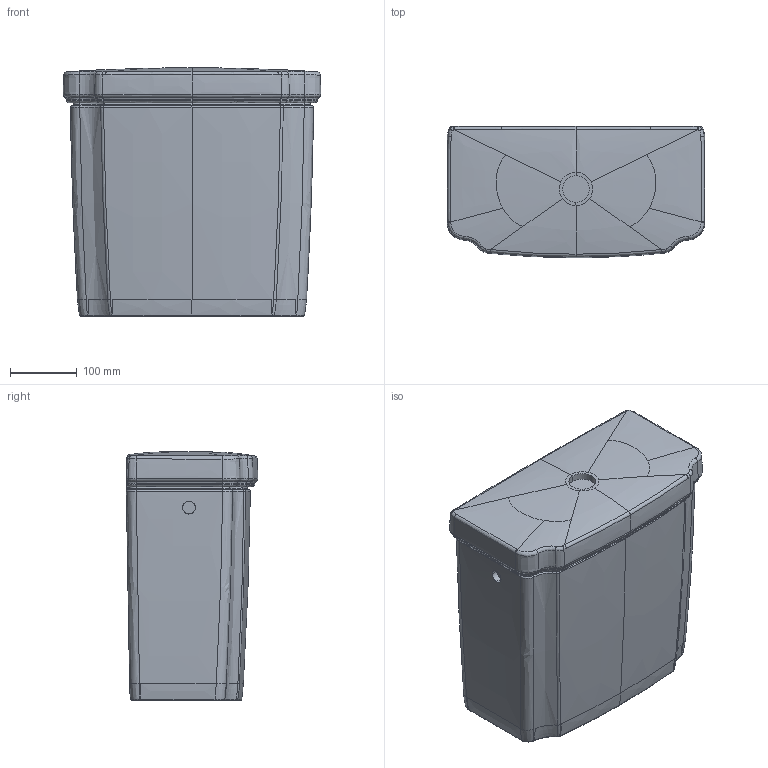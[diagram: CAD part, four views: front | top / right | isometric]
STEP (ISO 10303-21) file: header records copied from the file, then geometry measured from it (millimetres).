
FILE_DESCRIPTION(/* description */ (''),/* implementation_level */ '2;1');
FILE_NAME(/* name */ '772111.stp',/* time_stamp */ '2023-01-18T08:02:41+01:00',/* author */ (''),/* organization */ (''),/* preprocessor_version */ 'ST-DEVELOPER v18.1',/* originating_system */ 'SIEMENS PLM Software NX 1973',/* authorisation */ '');
FILE_SCHEMA (('AUTOMOTIVE_DESIGN { 1 0 10303 214 3 1 1 1 }'));
Length unit declared in the file: millimetre
Products named in the file (1): Muel12C8CA78o4z6
Bounding box: 386.34 x 197.06 x 372.5 mm (x, y, z)
Volume: 21234571.3 mm3; surface area: 520398.2 mm2
Topology: 1 solids, 1 shells, 458 faces, 1236 edges, 777 vertices
Faces by surface type: bspline 345, cylinder 72, plane 37, sphere 4
Entity records: 25125 total; most frequent: CARTESIAN_POINT 17015, ORIENTED_EDGE 2454, EDGE_CURVE 1227, B_SPLINE_CURVE_WITH_KNOTS 1124, VERTEX_POINT 777, EDGE_LOOP 464, ADVANCED_FACE 458, FACE_OUTER_BOUND 454
